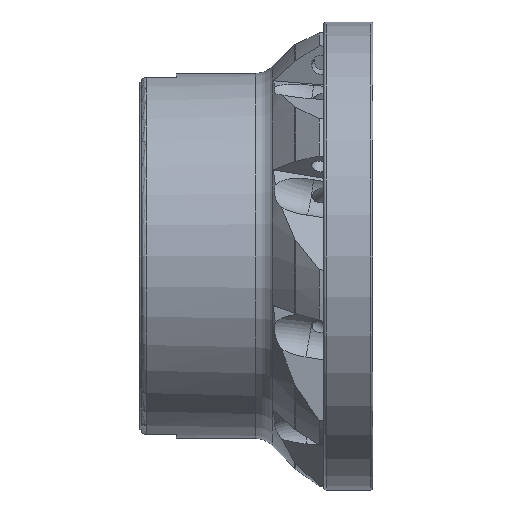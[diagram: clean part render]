
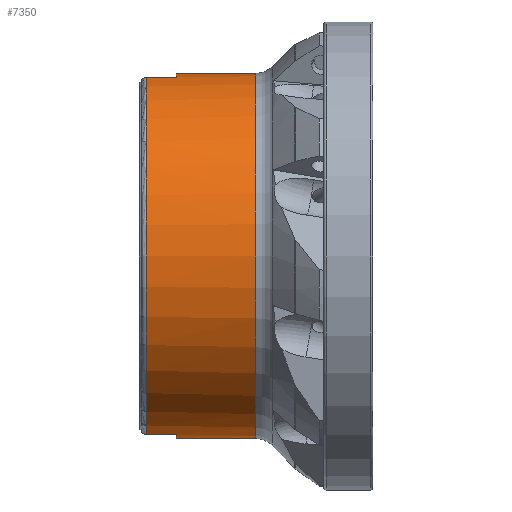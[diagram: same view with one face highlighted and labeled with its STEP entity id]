
A CAD part, front view. The second image highlights one B-rep face of the part: STEP entity #7350.
In plain terms, the highlighted cylindrical face has radius 39 mm (diameter 78 mm), a full revolution.
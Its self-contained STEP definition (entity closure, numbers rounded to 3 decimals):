
#61 = AXIS2_PLACEMENT_3D ( 'NONE', #12073, #901, #5554 ) ;
#154 = LINE ( 'NONE', #10662, #9780 ) ;
#193 = ORIENTED_EDGE ( 'NONE', *, *, #9015, .T. ) ;
#544 = LINE ( 'NONE', #7332, #10163 ) ;
#600 = CARTESIAN_POINT ( 'NONE',  ( -48., 8.173, 38.134 ) ) ;
#888 = VERTEX_POINT ( 'NONE', #5195 ) ;
#901 = DIRECTION ( 'NONE',  ( 1., 0., 0. ) ) ;
#992 = CARTESIAN_POINT ( 'NONE',  ( -41.5, 8.173, 38.134 ) ) ;
#1068 = DIRECTION ( 'NONE',  ( 1., 0., 0. ) ) ;
#1244 = LINE ( 'NONE', #4854, #5917 ) ;
#1280 = CARTESIAN_POINT ( 'NONE',  ( -41.5, 0., 0. ) ) ;
#1286 = CARTESIAN_POINT ( 'NONE',  ( -48., -8.173, -38.134 ) ) ;
#2098 = ORIENTED_EDGE ( 'NONE', *, *, #5758, .T. ) ;
#2206 = DIRECTION ( 'NONE',  ( 0., 0., -1. ) ) ;
#2706 = AXIS2_PLACEMENT_3D ( 'NONE', #1280, #7772, #2206 ) ;
#2960 = VERTEX_POINT ( 'NONE', #992 ) ;
#2988 = DIRECTION ( 'NONE',  ( -1., 0., 0. ) ) ;
#2989 = CARTESIAN_POINT ( 'NONE',  ( -48., 8.173, -38.134 ) ) ;
#3081 = AXIS2_PLACEMENT_3D ( 'NONE', #6646, #1068, #7566 ) ;
#3161 = DIRECTION ( 'NONE',  ( 1., 0., 0. ) ) ;
#3299 = VERTEX_POINT ( 'NONE', #4101 ) ;
#4101 = CARTESIAN_POINT ( 'NONE',  ( -24.608, 0., -39. ) ) ;
#4242 = CYLINDRICAL_SURFACE ( 'NONE', #61, 39. ) ;
#4273 = CARTESIAN_POINT ( 'NONE',  ( -48., 0., 0. ) ) ;
#4293 = ORIENTED_EDGE ( 'NONE', *, *, #6379, .F. ) ;
#4341 = EDGE_CURVE ( 'NONE', #3299, #3299, #11186, .T. ) ;
#4526 = FACE_OUTER_BOUND ( 'NONE', #9717, .T. ) ;
#4854 = CARTESIAN_POINT ( 'NONE',  ( 0., 8.173, 38.134 ) ) ;
#4878 = EDGE_CURVE ( 'NONE', #7087, #888, #544, .T. ) ;
#5112 = DIRECTION ( 'NONE',  ( -1., 0., 0. ) ) ;
#5178 = CARTESIAN_POINT ( 'NONE',  ( -41.5, 8.173, -38.134 ) ) ;
#5190 = CARTESIAN_POINT ( 'NONE',  ( -41.5, -8.173, 38.134 ) ) ;
#5195 = CARTESIAN_POINT ( 'NONE',  ( -41.5, -8.173, -38.134 ) ) ;
#5221 = DIRECTION ( 'NONE',  ( 0., 0., -1. ) ) ;
#5316 = VERTEX_POINT ( 'NONE', #2989 ) ;
#5436 = VERTEX_POINT ( 'NONE', #5983 ) ;
#5554 = DIRECTION ( 'NONE',  ( 0., 0., -1. ) ) ;
#5568 = VERTEX_POINT ( 'NONE', #600 ) ;
#5632 = CIRCLE ( 'NONE', #8321, 39. ) ;
#5758 = EDGE_CURVE ( 'NONE', #5316, #5568, #12047, .T. ) ;
#5916 = AXIS2_PLACEMENT_3D ( 'NONE', #8732, #3161, #9671 ) ;
#5917 = VECTOR ( 'NONE', #9522, 1000. ) ;
#5983 = CARTESIAN_POINT ( 'NONE',  ( -48., -8.173, 38.134 ) ) ;
#6244 = ORIENTED_EDGE ( 'NONE', *, *, #7662, .T. ) ;
#6275 = EDGE_CURVE ( 'NONE', #7476, #888, #8506, .T. ) ;
#6379 = EDGE_CURVE ( 'NONE', #8777, #2960, #5632, .T. ) ;
#6646 = CARTESIAN_POINT ( 'NONE',  ( -24.608, 0., 0. ) ) ;
#7087 = VERTEX_POINT ( 'NONE', #1286 ) ;
#7332 = CARTESIAN_POINT ( 'NONE',  ( 0., -8.173, -38.134 ) ) ;
#7350 = ADVANCED_FACE ( 'NONE', ( #4526, #11697 ), #4242, .T. ) ;
#7371 = DIRECTION ( 'NONE',  ( 1., 0., 0. ) ) ;
#7476 = VERTEX_POINT ( 'NONE', #5178 ) ;
#7566 = DIRECTION ( 'NONE',  ( 0., 0., -1. ) ) ;
#7662 = EDGE_CURVE ( 'NONE', #7476, #5316, #9614, .T. ) ;
#7772 = DIRECTION ( 'NONE',  ( -1., 0., 0. ) ) ;
#8321 = AXIS2_PLACEMENT_3D ( 'NONE', #8571, #2988, #9501 ) ;
#8462 = AXIS2_PLACEMENT_3D ( 'NONE', #4273, #10796, #5221 ) ;
#8506 = CIRCLE ( 'NONE', #2706, 39. ) ;
#8571 = CARTESIAN_POINT ( 'NONE',  ( -41.5, 0., 0. ) ) ;
#8732 = CARTESIAN_POINT ( 'NONE',  ( -48., 0., 0. ) ) ;
#8758 = ORIENTED_EDGE ( 'NONE', *, *, #9160, .T. ) ;
#8777 = VERTEX_POINT ( 'NONE', #5190 ) ;
#9015 = EDGE_CURVE ( 'NONE', #5568, #2960, #1244, .T. ) ;
#9128 = EDGE_LOOP ( 'NONE', ( #12012 ) ) ;
#9160 = EDGE_CURVE ( 'NONE', #5436, #7087, #11611, .T. ) ;
#9282 = DIRECTION ( 'NONE',  ( -1., 0., 0. ) ) ;
#9320 = ORIENTED_EDGE ( 'NONE', *, *, #6275, .F. ) ;
#9501 = DIRECTION ( 'NONE',  ( 0., 0., -1. ) ) ;
#9522 = DIRECTION ( 'NONE',  ( 1., 0., 0. ) ) ;
#9614 = LINE ( 'NONE', #11200, #9919 ) ;
#9638 = EDGE_CURVE ( 'NONE', #8777, #5436, #154, .T. ) ;
#9671 = DIRECTION ( 'NONE',  ( 0., 0., -1. ) ) ;
#9717 = EDGE_LOOP ( 'NONE', ( #2098, #193, #4293, #11275, #8758, #9772, #9320, #6244 ) ) ;
#9772 = ORIENTED_EDGE ( 'NONE', *, *, #4878, .T. ) ;
#9780 = VECTOR ( 'NONE', #5112, 1000. ) ;
#9919 = VECTOR ( 'NONE', #9282, 1000. ) ;
#10163 = VECTOR ( 'NONE', #7371, 1000. ) ;
#10662 = CARTESIAN_POINT ( 'NONE',  ( 0., -8.173, 38.134 ) ) ;
#10796 = DIRECTION ( 'NONE',  ( 1., 0., 0. ) ) ;
#11186 = CIRCLE ( 'NONE', #3081, 39. ) ;
#11200 = CARTESIAN_POINT ( 'NONE',  ( 0., 8.173, -38.134 ) ) ;
#11275 = ORIENTED_EDGE ( 'NONE', *, *, #9638, .T. ) ;
#11611 = CIRCLE ( 'NONE', #8462, 39. ) ;
#11697 = FACE_OUTER_BOUND ( 'NONE', #9128, .T. ) ;
#12012 = ORIENTED_EDGE ( 'NONE', *, *, #4341, .F. ) ;
#12047 = CIRCLE ( 'NONE', #5916, 39. ) ;
#12073 = CARTESIAN_POINT ( 'NONE',  ( 0., 0., 0. ) ) ;
